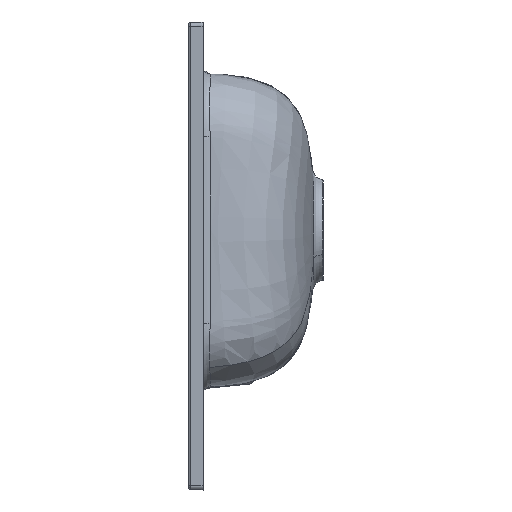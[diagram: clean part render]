
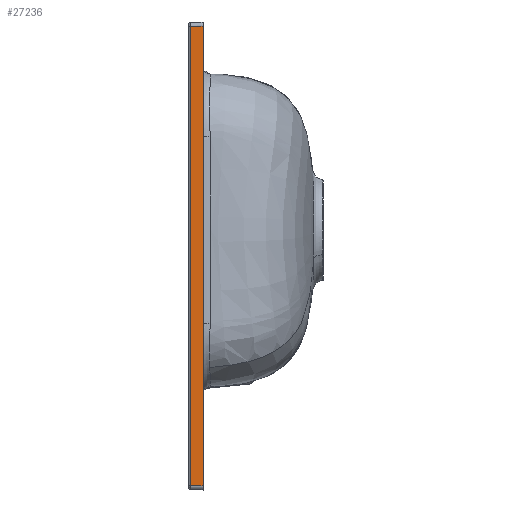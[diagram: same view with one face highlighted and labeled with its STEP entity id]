
A CAD part, left-side view. The second image highlights one B-rep face of the part: STEP entity #27236.
In plain terms, the highlighted planar face has unit normal (-0.999, 0.035, 0).
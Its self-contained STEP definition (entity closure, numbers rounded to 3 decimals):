
#5102 = EDGE_CURVE ( 'NONE', #40838, #22141, #50654, .T. ) ;
#6239 = VECTOR ( 'NONE', #22793, 1000. ) ;
#7588 = FACE_OUTER_BOUND ( 'NONE', #55490, .T. ) ;
#8982 = LINE ( 'NONE', #13454, #15038 ) ;
#9431 = EDGE_CURVE ( 'NONE', #28049, #47186, #8982, .T. ) ;
#9645 = DIRECTION ( 'NONE',  ( -0.035, -0.999, 0. ) ) ;
#10546 = CARTESIAN_POINT ( 'NONE',  ( -299.729, 7.773, -220.866 ) ) ;
#11859 = ORIENTED_EDGE ( 'NONE', *, *, #14050, .T. ) ;
#13454 = CARTESIAN_POINT ( 'NONE',  ( -300.005, -0.139, 221.007 ) ) ;
#14050 = EDGE_CURVE ( 'NONE', #22141, #28049, #31761, .T. ) ;
#15038 = VECTOR ( 'NONE', #24484, 1000. ) ;
#15050 = CARTESIAN_POINT ( 'NONE',  ( -300.067, -1.93, -221.002 ) ) ;
#17331 = EDGE_CURVE ( 'NONE', #47186, #40838, #19003, .T. ) ;
#17533 = CARTESIAN_POINT ( 'NONE',  ( -300.489, -14., -221.246 ) ) ;
#18109 = PLANE ( 'NONE',  #36018 ) ;
#19003 = LINE ( 'NONE', #15050, #32417 ) ;
#21062 = CARTESIAN_POINT ( 'NONE',  ( -300.067, -1.93, -221.036 ) ) ;
#22141 = VERTEX_POINT ( 'NONE', #17533 ) ;
#22793 = DIRECTION ( 'NONE',  ( 0., 0., 1. ) ) ;
#24484 = DIRECTION ( 'NONE',  ( 0.035, 0.999, -0.035 ) ) ;
#24580 = ORIENTED_EDGE ( 'NONE', *, *, #17331, .T. ) ;
#27055 = ORIENTED_EDGE ( 'NONE', *, *, #9431, .T. ) ;
#27236 = ADVANCED_FACE ( 'NONE', ( #7588 ), #18109, .T. ) ;
#28049 = VERTEX_POINT ( 'NONE', #41139 ) ;
#31122 = CARTESIAN_POINT ( 'NONE',  ( -300.067, -1.93, 221.07 ) ) ;
#31226 = DIRECTION ( 'NONE',  ( -0.999, 0.035, 0. ) ) ;
#31411 = CARTESIAN_POINT ( 'NONE',  ( -300., 0., 225. ) ) ;
#31555 = DIRECTION ( 'NONE',  ( 0., 0., -1. ) ) ;
#31761 = LINE ( 'NONE', #37453, #6239 ) ;
#32417 = VECTOR ( 'NONE', #31555, 1000. ) ;
#35204 = VECTOR ( 'NONE', #44858, 1000. ) ;
#36018 = AXIS2_PLACEMENT_3D ( 'NONE', #31411, #31226, #9645 ) ;
#37453 = CARTESIAN_POINT ( 'NONE',  ( -300.489, -14., 225. ) ) ;
#38643 = ORIENTED_EDGE ( 'NONE', *, *, #5102, .T. ) ;
#40838 = VERTEX_POINT ( 'NONE', #21062 ) ;
#41139 = CARTESIAN_POINT ( 'NONE',  ( -300.489, -14., 221.491 ) ) ;
#44858 = DIRECTION ( 'NONE',  ( -0.035, -0.999, -0.017 ) ) ;
#47186 = VERTEX_POINT ( 'NONE', #31122 ) ;
#50654 = LINE ( 'NONE', #10546, #35204 ) ;
#55490 = EDGE_LOOP ( 'NONE', ( #38643, #11859, #27055, #24580 ) ) ;
